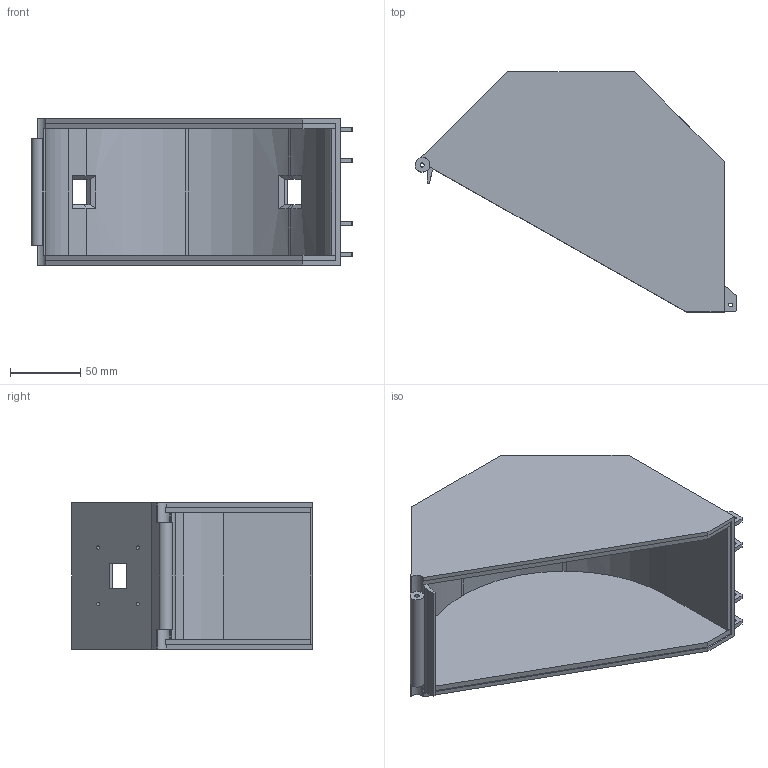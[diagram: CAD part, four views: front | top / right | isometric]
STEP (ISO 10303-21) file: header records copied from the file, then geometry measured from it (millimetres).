
FILE_DESCRIPTION(/* description */ ('Крышка - верхняя часть корпуса без барельефа'),/* implementation_level */ '2;1');
FILE_NAME(/* name */ 'UNIT_top_cover_plain.step',/* time_stamp */ '2025-09-27T11:29:11+03:00',/* author */ ('ruslanpavlucenko'),/* organization */ (''),/* preprocessor_version */ 'ST-DEVELOPER v19.2',/* originating_system */ 'Autodesk Inventor 2024',/* authorisation */ '');
FILE_SCHEMA (('AUTOMOTIVE_DESIGN { 1 0 10303 214 3 1 1 }'));
Length unit declared in the file: millimetre
Products named in the file (1): top_cover_plain
Bounding box: 229 x 171 x 104 mm (x, y, z)
Volume: 562359.3 mm3; surface area: 292432.4 mm2
Topology: 1 solids, 67 shells, 727 faces, 1644 edges, 1069 vertices
Faces by surface type: plane 570, bspline 85, cylinder 55, cone 17
Full cylindrical faces by diameter (mm): 2.7 x22, 2.8 x4, 3 x1, 4.4 x4, 5 x1
Entity records: 24261 total; most frequent: CARTESIAN_POINT 8467, ORIENTED_EDGE 3288, DIRECTION 2848, EDGE_CURVE 1644, LINE 1280, VECTOR 1280, VERTEX_POINT 1067, EDGE_LOOP 801
